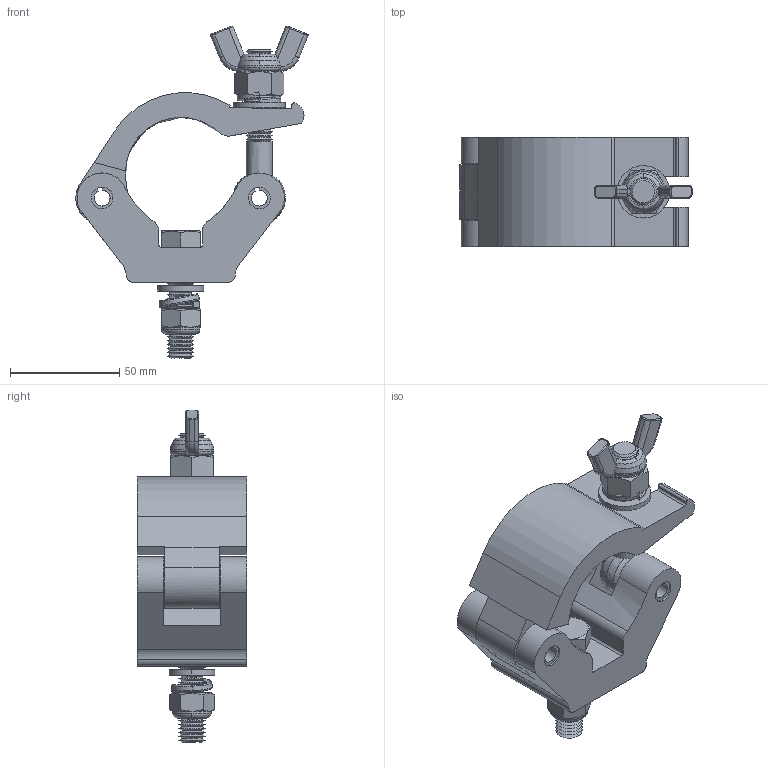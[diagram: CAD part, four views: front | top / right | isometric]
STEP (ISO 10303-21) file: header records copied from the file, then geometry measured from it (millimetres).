
FILE_DESCRIPTION(/* description */ (''),/* implementation_level */ '2;1');
FILE_NAME(/* name */ 'RI991C~1',/* time_stamp */ '2021-11-03T09:48:21+08:00',/* author */ (''),/* organization */ (''),/* preprocessor_version */ 'ST-DEVELOPER v16.5',/* originating_system */ '',/* authorisation */ '');
FILE_SCHEMA (('AUTOMOTIVE_DESIGN'));
Length unit declared in the file: millimetre
Products named in the file (1): Document
Bounding box: 106.35 x 50 x 152.06 mm (x, y, z)
Volume: 183262.4 mm3; surface area: 60942.4 mm2
Topology: 12 solids, 14 shells, 547 faces, 1268 edges, 736 vertices
Faces by surface type: bspline 449, plane 98
Entity records: 21300 total; most frequent: CARTESIAN_POINT 14096, ORIENTED_EDGE 2484, EDGE_CURVE 1248, VERTEX_POINT 729, B_SPLINE_CURVE_WITH_KNOTS 613, EDGE_LOOP 562, ADVANCED_FACE 536, FACE_OUTER_BOUND 536
